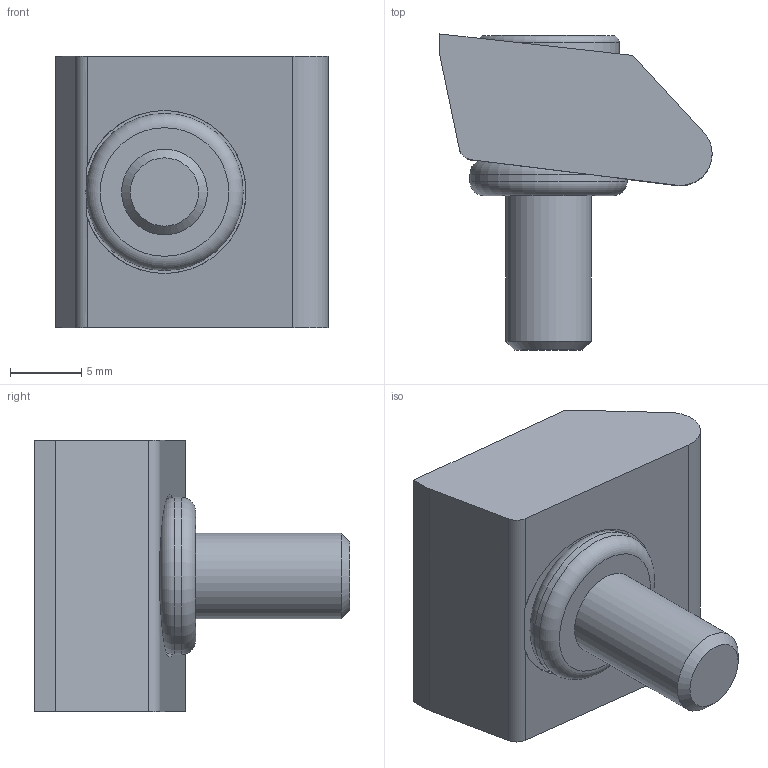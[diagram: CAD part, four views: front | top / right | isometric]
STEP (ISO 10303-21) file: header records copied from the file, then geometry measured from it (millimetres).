
FILE_DESCRIPTION( ( 'STEP AP214' ), '1' );
FILE_NAME( 'K0030.219.stp', '2020-11-24T15:08:55', ( '' ), ( '' ), ' ', 'PARTsolutions', ' ' );
FILE_SCHEMA( ( 'AUTOMOTIVE_DESIGN { 1 0 10303 214 1 1 1 1 }' ) );
Length unit declared in the file: millimetre
Products named in the file (1): _K0030.219
Bounding box: 19.05 x 22.1 x 19 mm (x, y, z)
Volume: 2919.1 mm3; surface area: 2151 mm2
Topology: 1 solids, 2 shells, 40 faces, 92 edges, 60 vertices
Faces by surface type: plane 25, cylinder 11, torus 3, cone 1
Full cylindrical faces by diameter (mm): 6 x2, 9.9 x1, 11 x1
Entity records: 1432 total; most frequent: DIRECTION 192, CARTESIAN_POINT 191, ORIENTED_EDGE 168, EDGE_CURVE 84, AXIS2_PLACEMENT_3D 69, VERTEX_POINT 60, EDGE_LOOP 54, LINE 54
